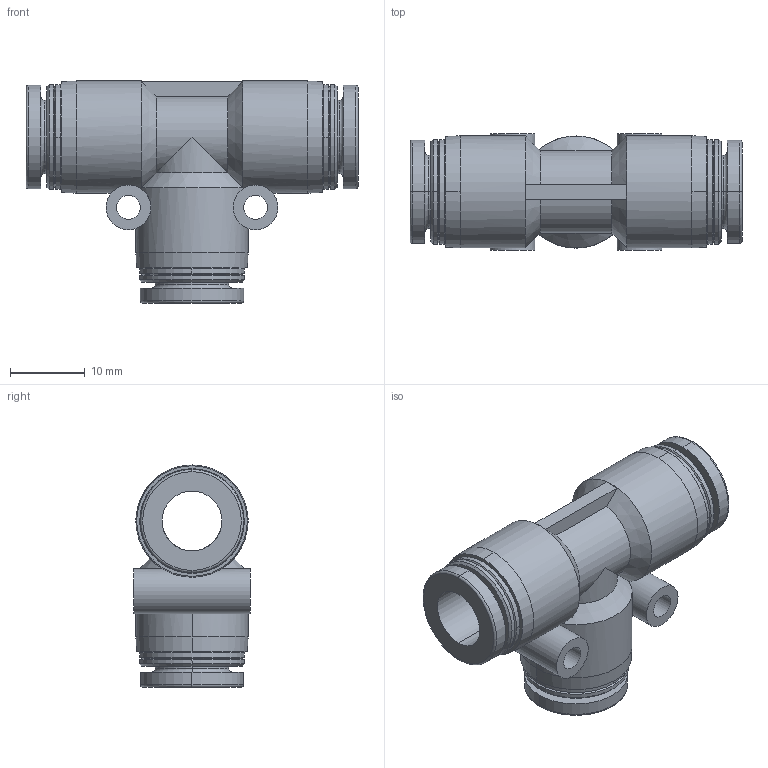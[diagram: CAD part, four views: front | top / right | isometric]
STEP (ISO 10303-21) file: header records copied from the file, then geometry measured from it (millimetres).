
FILE_DESCRIPTION(/* description */ (''),/* implementation_level */ '2;1');
FILE_NAME(/* name */ 'PE08.stp',/* time_stamp */ '2025-02-03T13:25:06-05:00',/* author */ ('esanner'),/* organization */ (''),/* preprocessor_version */ 'ST-DEVELOPER v19',/* originating_system */ 'AutoCAD Mechanical',/* authorisation */ '');
FILE_SCHEMA (('AUTOMOTIVE_DESIGN { 1 0 10303 214 3 1 1 }'));
Length unit declared in the file: millimetre
Products named in the file (1): Product
Bounding box: 44.4 x 15.6 x 29.7 mm (x, y, z)
Volume: 6675.6 mm3; surface area: 5674.1 mm2
Topology: 1 solids, 1 shells, 104 faces, 247 edges, 154 vertices
Faces by surface type: cylinder 39, cone 34, plane 19, torus 12
Full cylindrical faces by diameter (mm): 3.2 x2, 6 x2, 8 x1, 15 x2
Entity records: 3341 total; most frequent: CARTESIAN_POINT 776, DIRECTION 595, ORIENTED_EDGE 502, AXIS2_PLACEMENT_3D 257, EDGE_CURVE 251, VERTEX_POINT 159, CIRCLE 140, EDGE_LOOP 122
